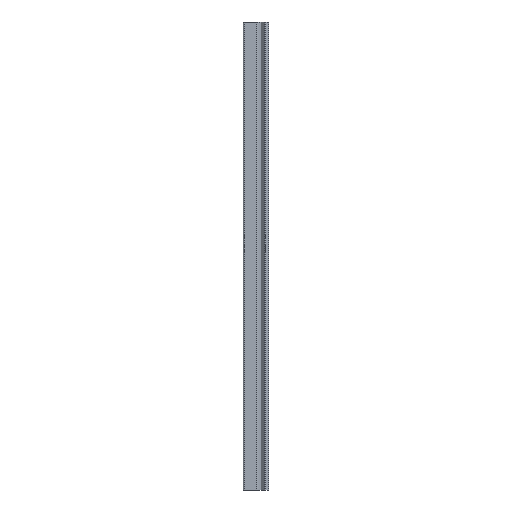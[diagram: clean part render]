
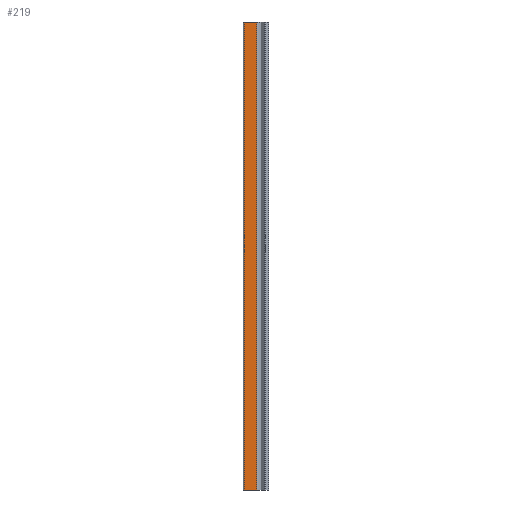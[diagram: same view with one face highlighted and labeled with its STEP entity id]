
A CAD part, left-side view. The second image highlights one B-rep face of the part: STEP entity #219.
In plain terms, the highlighted planar face has unit normal (-1, 0, 0).
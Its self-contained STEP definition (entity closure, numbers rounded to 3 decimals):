
#73 = VERTEX_POINT ( 'NONE', #822 ) ;
#190 = CARTESIAN_POINT ( 'NONE',  ( -4., 7.5, 256. ) ) ;
#219 = ADVANCED_FACE ( 'NONE', ( #2844 ), #2387, .F. ) ;
#350 = CARTESIAN_POINT ( 'NONE',  ( -4., 8., 256. ) ) ;
#351 = ORIENTED_EDGE ( 'NONE', *, *, #1067, .T. ) ;
#382 = EDGE_CURVE ( 'NONE', #2978, #2922, #2246, .T. ) ;
#410 = LINE ( 'NONE', #2360, #444 ) ;
#429 = CARTESIAN_POINT ( 'NONE',  ( -4., 0.5, 256. ) ) ;
#444 = VECTOR ( 'NONE', #834, 1000. ) ;
#445 = CARTESIAN_POINT ( 'NONE',  ( -4., 8., 256. ) ) ;
#457 = DIRECTION ( 'NONE',  ( 0., -1., 0. ) ) ;
#497 = ORIENTED_EDGE ( 'NONE', *, *, #2668, .F. ) ;
#499 = ORIENTED_EDGE ( 'NONE', *, *, #382, .T. ) ;
#608 = DIRECTION ( 'NONE',  ( 1., 0., 0. ) ) ;
#712 = AXIS2_PLACEMENT_3D ( 'NONE', #350, #608, #2397 ) ;
#822 = CARTESIAN_POINT ( 'NONE',  ( -4., 7.5, 0. ) ) ;
#834 = DIRECTION ( 'NONE',  ( 0., -1., 0. ) ) ;
#915 = EDGE_LOOP ( 'NONE', ( #351, #499, #497, #1076 ) ) ;
#1028 = CARTESIAN_POINT ( 'NONE',  ( -4., 0.5, 256. ) ) ;
#1063 = LINE ( 'NONE', #190, #2332 ) ;
#1067 = EDGE_CURVE ( 'NONE', #73, #2978, #410, .T. ) ;
#1076 = ORIENTED_EDGE ( 'NONE', *, *, #2739, .T. ) ;
#1228 = VECTOR ( 'NONE', #457, 1000. ) ;
#1954 = DIRECTION ( 'NONE',  ( 0., 0., 1. ) ) ;
#1970 = DIRECTION ( 'NONE',  ( 0., 0., -1. ) ) ;
#2061 = CARTESIAN_POINT ( 'NONE',  ( -4., 0.5, 0. ) ) ;
#2204 = VECTOR ( 'NONE', #1954, 1000. ) ;
#2246 = LINE ( 'NONE', #429, #2204 ) ;
#2332 = VECTOR ( 'NONE', #1970, 1000. ) ;
#2360 = CARTESIAN_POINT ( 'NONE',  ( -4., 8., 0. ) ) ;
#2387 = PLANE ( 'NONE',  #712 ) ;
#2397 = DIRECTION ( 'NONE',  ( 0., 0., -1. ) ) ;
#2584 = VERTEX_POINT ( 'NONE', #2728 ) ;
#2668 = EDGE_CURVE ( 'NONE', #2584, #2922, #3240, .T. ) ;
#2728 = CARTESIAN_POINT ( 'NONE',  ( -4., 7.5, 256. ) ) ;
#2739 = EDGE_CURVE ( 'NONE', #2584, #73, #1063, .T. ) ;
#2844 = FACE_OUTER_BOUND ( 'NONE', #915, .T. ) ;
#2922 = VERTEX_POINT ( 'NONE', #1028 ) ;
#2978 = VERTEX_POINT ( 'NONE', #2061 ) ;
#3240 = LINE ( 'NONE', #445, #1228 ) ;
